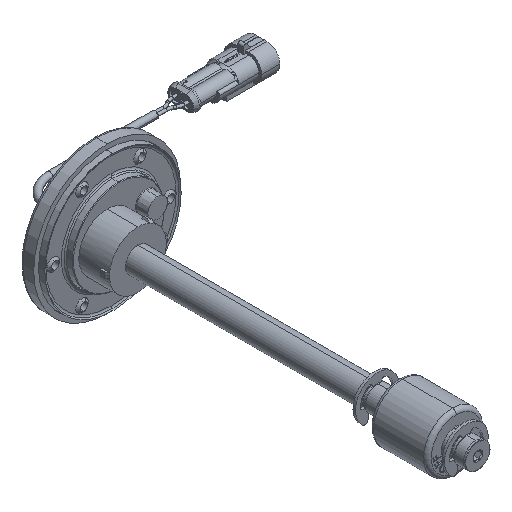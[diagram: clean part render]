
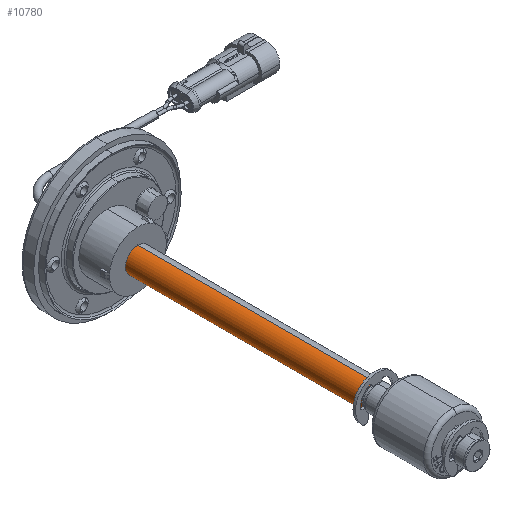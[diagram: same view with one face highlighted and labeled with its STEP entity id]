
A CAD part, isometric view. The second image highlights one B-rep face of the part: STEP entity #10780.
In plain terms, the highlighted cylindrical face has radius 6.5 mm (diameter 13 mm), a partial arc.
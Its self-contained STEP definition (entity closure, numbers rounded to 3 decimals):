
#196 = AXIS2_PLACEMENT_3D ( 'NONE', #652, #13950, #12577 ) ;
#268 = CARTESIAN_POINT ( 'NONE',  ( -6., -152.2, 0. ) ) ;
#652 = CARTESIAN_POINT ( 'NONE',  ( -6., -18.2, 0. ) ) ;
#1733 = CARTESIAN_POINT ( 'NONE',  ( -6., -18.2, 6.5 ) ) ;
#2163 = EDGE_CURVE ( 'NONE', #4771, #3638, #4426, .T. ) ;
#2406 = ORIENTED_EDGE ( 'NONE', *, *, #2163, .T. ) ;
#3343 = ORIENTED_EDGE ( 'NONE', *, *, #4024, .T. ) ;
#3638 = VERTEX_POINT ( 'NONE', #13231 ) ;
#4024 = EDGE_CURVE ( 'NONE', #16385, #17541, #14046, .T. ) ;
#4426 = CIRCLE ( 'NONE', #9056, 6.5 ) ;
#4512 = LINE ( 'NONE', #17846, #16288 ) ;
#4771 = VERTEX_POINT ( 'NONE', #7777 ) ;
#5410 = ORIENTED_EDGE ( 'NONE', *, *, #8233, .T. ) ;
#5671 = ORIENTED_EDGE ( 'NONE', *, *, #15864, .F. ) ;
#6558 = LINE ( 'NONE', #12014, #9834 ) ;
#7777 = CARTESIAN_POINT ( 'NONE',  ( -6., -152.2, -6.5 ) ) ;
#8233 = EDGE_CURVE ( 'NONE', #17541, #4771, #4512, .T. ) ;
#9019 = DIRECTION ( 'NONE',  ( 0., 0., 1. ) ) ;
#9056 = AXIS2_PLACEMENT_3D ( 'NONE', #268, #15025, #9019 ) ;
#9834 = VECTOR ( 'NONE', #17899, 1000. ) ;
#10780 = ADVANCED_FACE ( 'NONE', ( #11108 ), #12488, .T. ) ;
#11108 = FACE_OUTER_BOUND ( 'NONE', #13980, .T. ) ;
#12014 = CARTESIAN_POINT ( 'NONE',  ( -6., -225.889, 6.5 ) ) ;
#12488 = CYLINDRICAL_SURFACE ( 'NONE', #19056, 6.5 ) ;
#12577 = DIRECTION ( 'NONE',  ( 0., 0., 1. ) ) ;
#12764 = CARTESIAN_POINT ( 'NONE',  ( -6., -225.889, 0. ) ) ;
#13231 = CARTESIAN_POINT ( 'NONE',  ( -6., -152.2, 6.5 ) ) ;
#13699 = DIRECTION ( 'NONE',  ( 0., -1., 0. ) ) ;
#13950 = DIRECTION ( 'NONE',  ( 0., -1., 0. ) ) ;
#13980 = EDGE_LOOP ( 'NONE', ( #5671, #3343, #5410, #2406 ) ) ;
#14046 = CIRCLE ( 'NONE', #196, 6.5 ) ;
#14513 = DIRECTION ( 'NONE',  ( 0., 0., -1. ) ) ;
#15025 = DIRECTION ( 'NONE',  ( 0., 1., 0. ) ) ;
#15766 = DIRECTION ( 'NONE',  ( 0., -1., 0. ) ) ;
#15864 = EDGE_CURVE ( 'NONE', #16385, #3638, #6558, .T. ) ;
#16288 = VECTOR ( 'NONE', #13699, 1000. ) ;
#16339 = CARTESIAN_POINT ( 'NONE',  ( -6., -18.2, -6.5 ) ) ;
#16385 = VERTEX_POINT ( 'NONE', #1733 ) ;
#17541 = VERTEX_POINT ( 'NONE', #16339 ) ;
#17846 = CARTESIAN_POINT ( 'NONE',  ( -6., -225.889, -6.5 ) ) ;
#17899 = DIRECTION ( 'NONE',  ( 0., -1., 0. ) ) ;
#19056 = AXIS2_PLACEMENT_3D ( 'NONE', #12764, #15766, #14513 ) ;
